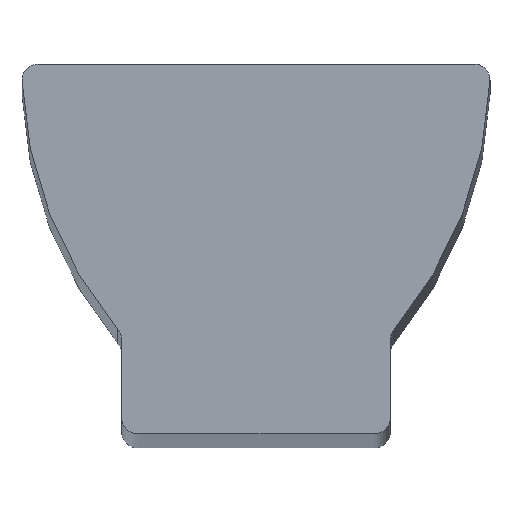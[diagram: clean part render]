
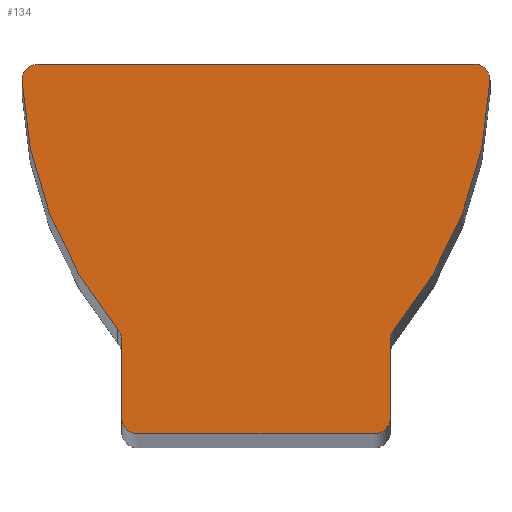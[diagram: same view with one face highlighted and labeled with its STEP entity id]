
A CAD part, top view. The second image highlights one B-rep face of the part: STEP entity #134.
In plain terms, the highlighted planar face has unit normal (0, 0, 1).
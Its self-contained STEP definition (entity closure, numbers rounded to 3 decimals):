
#6 = DIRECTION ( 'NONE',  ( 0., 0., 1. ) ) ;
#15 = VERTEX_POINT ( 'NONE', #514 ) ;
#16 = DIRECTION ( 'NONE',  ( 1., 0., 0. ) ) ;
#28 = AXIS2_PLACEMENT_3D ( 'NONE', #272, #80, #63 ) ;
#33 = CARTESIAN_POINT ( 'NONE',  ( -4.247, 8.738, 7.938 ) ) ;
#35 = ORIENTED_EDGE ( 'NONE', *, *, #76, .T. ) ;
#39 = EDGE_CURVE ( 'NONE', #437, #264, #491, .T. ) ;
#46 = CARTESIAN_POINT ( 'NONE',  ( -3.175, 0.381, 7.938 ) ) ;
#49 = CARTESIAN_POINT ( 'NONE',  ( 3.175, 0., 7.938 ) ) ;
#63 = DIRECTION ( 'NONE',  ( 1., 0., 0. ) ) ;
#64 = EDGE_LOOP ( 'NONE', ( #458, #141, #436, #35, #370, #254, #85, #429, #74, #448, #435, #216, #184 ) ) ;
#66 = DIRECTION ( 'NONE',  ( 0., 0., 1. ) ) ;
#73 = LINE ( 'NONE', #199, #313 ) ;
#74 = ORIENTED_EDGE ( 'NONE', *, *, #183, .T. ) ;
#76 = EDGE_CURVE ( 'NONE', #15, #105, #267, .T. ) ;
#77 = AXIS2_PLACEMENT_3D ( 'NONE', #419, #412, #325 ) ;
#80 = DIRECTION ( 'NONE',  ( 0., 0., 1. ) ) ;
#83 = AXIS2_PLACEMENT_3D ( 'NONE', #142, #66, #148 ) ;
#84 = CARTESIAN_POINT ( 'NONE',  ( -3.264, 2.467, 7.938 ) ) ;
#85 = ORIENTED_EDGE ( 'NONE', *, *, #121, .T. ) ;
#86 = CARTESIAN_POINT ( 'NONE',  ( -4.247, 8.738, 7.938 ) ) ;
#87 = VERTEX_POINT ( 'NONE', #143 ) ;
#95 = VERTEX_POINT ( 'NONE', #366 ) ;
#96 = FACE_OUTER_BOUND ( 'NONE', #64, .T. ) ;
#105 = VERTEX_POINT ( 'NONE', #415 ) ;
#107 = CARTESIAN_POINT ( 'NONE',  ( 5.148, 8.738, 7.938 ) ) ;
#121 = EDGE_CURVE ( 'NONE', #282, #188, #428, .T. ) ;
#129 = CARTESIAN_POINT ( 'NONE',  ( -5.148, 8.738, 7.938 ) ) ;
#130 = DIRECTION ( 'NONE',  ( 0., 1., 0. ) ) ;
#131 = DIRECTION ( 'NONE',  ( 0., -1., 0. ) ) ;
#134 = ADVANCED_FACE ( 'NONE', ( #96 ), #248, .T. ) ;
#141 = ORIENTED_EDGE ( 'NONE', *, *, #449, .T. ) ;
#142 = CARTESIAN_POINT ( 'NONE',  ( -5.148, 8.357, 7.937 ) ) ;
#143 = CARTESIAN_POINT ( 'NONE',  ( 5.529, 8.341, 7.938 ) ) ;
#146 = LINE ( 'NONE', #484, #310 ) ;
#148 = DIRECTION ( 'NONE',  ( 1., 0., 0. ) ) ;
#149 = EDGE_CURVE ( 'NONE', #95, #465, #73, .T. ) ;
#151 = DIRECTION ( 'NONE',  ( 1., 0., 0. ) ) ;
#161 = CIRCLE ( 'NONE', #83, 0.381 ) ;
#162 = EDGE_CURVE ( 'NONE', #340, #15, #294, .T. ) ;
#165 = DIRECTION ( 'NONE',  ( 1., 0., 0. ) ) ;
#183 = EDGE_CURVE ( 'NONE', #462, #437, #161, .T. ) ;
#184 = ORIENTED_EDGE ( 'NONE', *, *, #252, .T. ) ;
#188 = VERTEX_POINT ( 'NONE', #107 ) ;
#199 = CARTESIAN_POINT ( 'NONE',  ( -3.175, 0., 7.938 ) ) ;
#206 = CARTESIAN_POINT ( 'NONE',  ( 2.794, 0., 7.938 ) ) ;
#210 = DIRECTION ( 'NONE',  ( 1., 0., 0. ) ) ;
#216 = ORIENTED_EDGE ( 'NONE', *, *, #324, .T. ) ;
#218 = CARTESIAN_POINT ( 'NONE',  ( 5.148, 8.357, 7.937 ) ) ;
#226 = CIRCLE ( 'NONE', #503, 0.381 ) ;
#227 = EDGE_CURVE ( 'NONE', #87, #282, #402, .T. ) ;
#246 = DIRECTION ( 'NONE',  ( 1., 0., 0. ) ) ;
#248 = PLANE ( 'NONE',  #378 ) ;
#250 = DIRECTION ( 'NONE',  ( 0., 0., 1. ) ) ;
#251 = VERTEX_POINT ( 'NONE', #46 ) ;
#252 = EDGE_CURVE ( 'NONE', #251, #95, #226, .T. ) ;
#253 = CARTESIAN_POINT ( 'NONE',  ( 5.529, 8.357, 7.937 ) ) ;
#254 = ORIENTED_EDGE ( 'NONE', *, *, #227, .T. ) ;
#258 = DIRECTION ( 'NONE',  ( 0., 0., 1. ) ) ;
#264 = VERTEX_POINT ( 'NONE', #84 ) ;
#265 = AXIS2_PLACEMENT_3D ( 'NONE', #218, #420, #210 ) ;
#267 = CIRCLE ( 'NONE', #77, 0.381 ) ;
#272 = CARTESIAN_POINT ( 'NONE',  ( 4.247, 8.738, 7.938 ) ) ;
#273 = AXIS2_PLACEMENT_3D ( 'NONE', #285, #289, #317 ) ;
#278 = AXIS2_PLACEMENT_3D ( 'NONE', #33, #464, #151 ) ;
#282 = VERTEX_POINT ( 'NONE', #253 ) ;
#283 = CARTESIAN_POINT ( 'NONE',  ( 5.148, 8.357, 7.937 ) ) ;
#285 = CARTESIAN_POINT ( 'NONE',  ( -3.556, 2.223, 7.937 ) ) ;
#286 = CIRCLE ( 'NONE', #278, 9.784 ) ;
#289 = DIRECTION ( 'NONE',  ( 0., 0., -1. ) ) ;
#294 = LINE ( 'NONE', #49, #482 ) ;
#298 = EDGE_CURVE ( 'NONE', #188, #462, #359, .T. ) ;
#299 = DIRECTION ( 'NONE',  ( 1., 0., 0. ) ) ;
#310 = VECTOR ( 'NONE', #131, 1000. ) ;
#313 = VECTOR ( 'NONE', #165, 1000. ) ;
#316 = CARTESIAN_POINT ( 'NONE',  ( -2.794, 0.381, 7.937 ) ) ;
#317 = DIRECTION ( 'NONE',  ( 1., 0., 0. ) ) ;
#320 = DIRECTION ( 'NONE',  ( 1., 0., 0. ) ) ;
#324 = EDGE_CURVE ( 'NONE', #386, #251, #146, .T. ) ;
#325 = DIRECTION ( 'NONE',  ( 1., 0., 0. ) ) ;
#340 = VERTEX_POINT ( 'NONE', #353 ) ;
#353 = CARTESIAN_POINT ( 'NONE',  ( 3.175, 0.381, 7.938 ) ) ;
#354 = EDGE_CURVE ( 'NONE', #264, #386, #466, .T. ) ;
#359 = LINE ( 'NONE', #423, #511 ) ;
#366 = CARTESIAN_POINT ( 'NONE',  ( -2.794, 0., 7.938 ) ) ;
#370 = ORIENTED_EDGE ( 'NONE', *, *, #479, .T. ) ;
#378 = AXIS2_PLACEMENT_3D ( 'NONE', #86, #6, #246 ) ;
#386 = VERTEX_POINT ( 'NONE', #438 ) ;
#389 = CIRCLE ( 'NONE', #391, 0.381 ) ;
#391 = AXIS2_PLACEMENT_3D ( 'NONE', #487, #250, #16 ) ;
#402 = CIRCLE ( 'NONE', #265, 0.381 ) ;
#412 = DIRECTION ( 'NONE',  ( 0., 0., -1. ) ) ;
#415 = CARTESIAN_POINT ( 'NONE',  ( 3.264, 2.467, 7.938 ) ) ;
#419 = CARTESIAN_POINT ( 'NONE',  ( 3.556, 2.223, 7.937 ) ) ;
#420 = DIRECTION ( 'NONE',  ( 0., 0., 1. ) ) ;
#423 = CARTESIAN_POINT ( 'NONE',  ( 5.537, 8.738, 7.938 ) ) ;
#426 = DIRECTION ( 'NONE',  ( -1., 0., 0. ) ) ;
#428 = CIRCLE ( 'NONE', #455, 0.381 ) ;
#429 = ORIENTED_EDGE ( 'NONE', *, *, #298, .T. ) ;
#435 = ORIENTED_EDGE ( 'NONE', *, *, #354, .T. ) ;
#436 = ORIENTED_EDGE ( 'NONE', *, *, #162, .T. ) ;
#437 = VERTEX_POINT ( 'NONE', #470 ) ;
#438 = CARTESIAN_POINT ( 'NONE',  ( -3.175, 2.223, 7.938 ) ) ;
#448 = ORIENTED_EDGE ( 'NONE', *, *, #39, .T. ) ;
#449 = EDGE_CURVE ( 'NONE', #465, #340, #389, .T. ) ;
#455 = AXIS2_PLACEMENT_3D ( 'NONE', #283, #481, #320 ) ;
#458 = ORIENTED_EDGE ( 'NONE', *, *, #149, .T. ) ;
#462 = VERTEX_POINT ( 'NONE', #129 ) ;
#464 = DIRECTION ( 'NONE',  ( 0., 0., 1. ) ) ;
#465 = VERTEX_POINT ( 'NONE', #206 ) ;
#466 = CIRCLE ( 'NONE', #273, 0.381 ) ;
#470 = CARTESIAN_POINT ( 'NONE',  ( -5.529, 8.341, 7.938 ) ) ;
#479 = EDGE_CURVE ( 'NONE', #105, #87, #286, .T. ) ;
#481 = DIRECTION ( 'NONE',  ( 0., 0., 1. ) ) ;
#482 = VECTOR ( 'NONE', #130, 1000. ) ;
#484 = CARTESIAN_POINT ( 'NONE',  ( -3.175, 2.362, 7.938 ) ) ;
#487 = CARTESIAN_POINT ( 'NONE',  ( 2.794, 0.381, 7.937 ) ) ;
#491 = CIRCLE ( 'NONE', #28, 9.784 ) ;
#503 = AXIS2_PLACEMENT_3D ( 'NONE', #316, #258, #299 ) ;
#511 = VECTOR ( 'NONE', #426, 1000. ) ;
#514 = CARTESIAN_POINT ( 'NONE',  ( 3.175, 2.223, 7.938 ) ) ;
